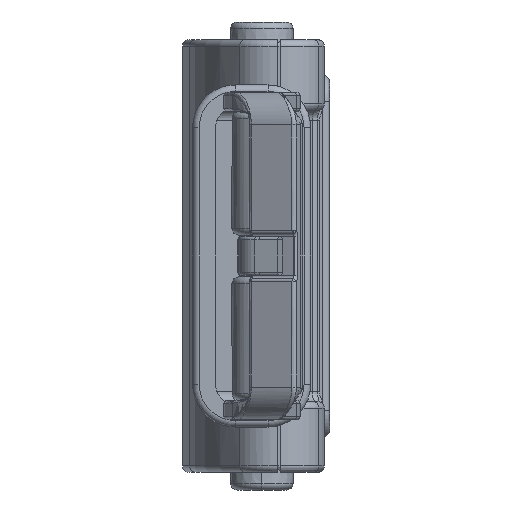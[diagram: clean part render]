
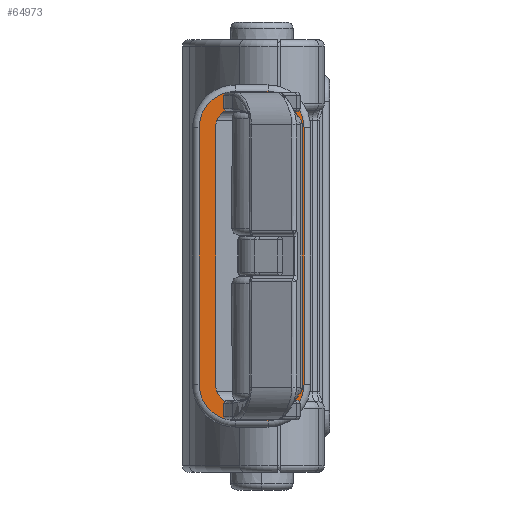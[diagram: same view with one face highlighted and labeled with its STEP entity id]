
A CAD part, left-side view. The second image highlights one B-rep face of the part: STEP entity #64973.
In plain terms, the highlighted planar face has unit normal (-1, 0, 0).
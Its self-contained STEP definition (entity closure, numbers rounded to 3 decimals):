
#1444 = EDGE_CURVE ( 'NONE', #13468, #13514, #25420, .T. ) ;
#1468 = EDGE_CURVE ( 'NONE', #13603, #13602, #2277, .T. ) ;
#1470 = EDGE_CURVE ( 'NONE', #13602, #13547, #27725, .T. ) ;
#1514 = EDGE_CURVE ( 'NONE', #13535, #13577, #1991, .T. ) ;
#1895 = AXIS2_PLACEMENT_3D ( 'NONE', #28043, #28045, #28046 ) ;
#1946 = VECTOR ( 'NONE', #47057, 1000. ) ;
#1991 = CIRCLE ( 'NONE', #1895, 2.75 ) ;
#2180 = AXIS2_PLACEMENT_3D ( 'NONE', #31472, #31474, #31476 ) ;
#2191 = CIRCLE ( 'NONE', #2180, 1.5 ) ;
#2209 = CIRCLE ( 'NONE', #2211, 2.75 ) ;
#2211 = AXIS2_PLACEMENT_3D ( 'NONE', #31658, #31660, #31662 ) ;
#2277 = CIRCLE ( 'NONE', #2445, 1.5 ) ;
#2420 = VECTOR ( 'NONE', #27734, 1000. ) ;
#2434 = VECTOR ( 'NONE', #25444, 1000. ) ;
#2445 = AXIS2_PLACEMENT_3D ( 'NONE', #27727, #27728, #27729 ) ;
#3422 = EDGE_LOOP ( 'NONE', ( #4661, #33861, #6181, #5711, #33778, #64309, #4539, #6162 ) ) ;
#3436 = EDGE_LOOP ( 'NONE', ( #64343, #4625, #5873, #64299, #12156, #5973, #6000, #6179 ) ) ;
#3634 = CIRCLE ( 'NONE', #4003, 2.75 ) ;
#4003 = AXIS2_PLACEMENT_3D ( 'NONE', #46411, #46412, #46413 ) ;
#4539 = ORIENTED_EDGE ( 'NONE', *, *, #9495, .T. ) ;
#4625 = ORIENTED_EDGE ( 'NONE', *, *, #64669, .T. ) ;
#4661 = ORIENTED_EDGE ( 'NONE', *, *, #64544, .T. ) ;
#5360 = VECTOR ( 'NONE', #47555, 1000. ) ;
#5711 = ORIENTED_EDGE ( 'NONE', *, *, #65195, .T. ) ;
#5873 = ORIENTED_EDGE ( 'NONE', *, *, #9376, .T. ) ;
#5973 = ORIENTED_EDGE ( 'NONE', *, *, #7124, .T. ) ;
#6000 = ORIENTED_EDGE ( 'NONE', *, *, #65852, .T. ) ;
#6162 = ORIENTED_EDGE ( 'NONE', *, *, #7100, .T. ) ;
#6179 = ORIENTED_EDGE ( 'NONE', *, *, #9247, .T. ) ;
#6181 = ORIENTED_EDGE ( 'NONE', *, *, #1470, .T. ) ;
#7100 = EDGE_CURVE ( 'NONE', #13499, #13507, #2191, .T. ) ;
#7124 = EDGE_CURVE ( 'NONE', #13556, #13557, #2209, .T. ) ;
#9247 = EDGE_CURVE ( 'NONE', #13471, #13537, #3634, .T. ) ;
#9376 = EDGE_CURVE ( 'NONE', #13541, #13535, #47055, .T. ) ;
#9495 = EDGE_CURVE ( 'NONE', #13566, #13499, #47552, .T. ) ;
#11298 = CARTESIAN_POINT ( 'NONE',  ( -65.163, -2.159, 9.8 ) ) ;
#11299 = DIRECTION ( 'NONE',  ( 1., 0., 0. ) ) ;
#11300 = DIRECTION ( 'NONE',  ( 0., 0., -1. ) ) ;
#12156 = ORIENTED_EDGE ( 'NONE', *, *, #65048, .T. ) ;
#13468 = VERTEX_POINT ( 'NONE', #49189 ) ;
#13471 = VERTEX_POINT ( 'NONE', #49192 ) ;
#13499 = VERTEX_POINT ( 'NONE', #49226 ) ;
#13507 = VERTEX_POINT ( 'NONE', #49234 ) ;
#13514 = VERTEX_POINT ( 'NONE', #49242 ) ;
#13535 = VERTEX_POINT ( 'NONE', #49267 ) ;
#13537 = VERTEX_POINT ( 'NONE', #49269 ) ;
#13541 = VERTEX_POINT ( 'NONE', #49274 ) ;
#13547 = VERTEX_POINT ( 'NONE', #49281 ) ;
#13556 = VERTEX_POINT ( 'NONE', #49292 ) ;
#13557 = VERTEX_POINT ( 'NONE', #49293 ) ;
#13566 = VERTEX_POINT ( 'NONE', #49303 ) ;
#13577 = VERTEX_POINT ( 'NONE', #49314 ) ;
#13582 = VERTEX_POINT ( 'NONE', #49321 ) ;
#13602 = VERTEX_POINT ( 'NONE', #49345 ) ;
#13603 = VERTEX_POINT ( 'NONE', #49346 ) ;
#19455 = AXIS2_PLACEMENT_3D ( 'NONE', #20953, #20955, #20957 ) ;
#19629 = VECTOR ( 'NONE', #21800, 1000. ) ;
#19970 = CIRCLE ( 'NONE', #19973, 1.5 ) ;
#19973 = AXIS2_PLACEMENT_3D ( 'NONE', #22743, #22744, #22745 ) ;
#19993 = VECTOR ( 'NONE', #22860, 1000. ) ;
#20922 = FACE_OUTER_BOUND ( 'NONE', #3436, .T. ) ;
#20926 = FACE_BOUND ( 'NONE', #3422, .T. ) ;
#20929 = PLANE ( 'NONE',  #19455 ) ;
#20953 = CARTESIAN_POINT ( 'NONE',  ( -65.163, 0.341, -9.8 ) ) ;
#20955 = DIRECTION ( 'NONE',  ( -1., 0., 0. ) ) ;
#20957 = DIRECTION ( 'NONE',  ( 0., 0., 1. ) ) ;
#21798 = LINE ( 'NONE', #21799, #19629 ) ;
#21799 = CARTESIAN_POINT ( 'NONE',  ( -65.163, -4.909, 9.8 ) ) ;
#21800 = DIRECTION ( 'NONE',  ( 0., 0., 1. ) ) ;
#22743 = CARTESIAN_POINT ( 'NONE',  ( -65.163, 0.341, 9.8 ) ) ;
#22744 = DIRECTION ( 'NONE',  ( 1., 0., 0. ) ) ;
#22745 = DIRECTION ( 'NONE',  ( 0., 0., -1. ) ) ;
#22858 = LINE ( 'NONE', #22859, #19993 ) ;
#22859 = CARTESIAN_POINT ( 'NONE',  ( -65.163, 3.091, -9.8 ) ) ;
#22860 = DIRECTION ( 'NONE',  ( 0., 0., -1. ) ) ;
#25420 = LINE ( 'NONE', #25436, #2434 ) ;
#25436 = CARTESIAN_POINT ( 'NONE',  ( -65.163, 0.341, 11.3 ) ) ;
#25444 = DIRECTION ( 'NONE',  ( 0., -1., 0. ) ) ;
#27725 = LINE ( 'NONE', #27732, #2420 ) ;
#27727 = CARTESIAN_POINT ( 'NONE',  ( -65.163, 0.341, -9.8 ) ) ;
#27728 = DIRECTION ( 'NONE',  ( 1., 0., 0. ) ) ;
#27729 = DIRECTION ( 'NONE',  ( 0., 0., 1. ) ) ;
#27732 = CARTESIAN_POINT ( 'NONE',  ( -65.163, 1.841, 9.8 ) ) ;
#27734 = DIRECTION ( 'NONE',  ( 0., 0., 1. ) ) ;
#28043 = CARTESIAN_POINT ( 'NONE',  ( -65.163, -2.159, -9.8 ) ) ;
#28045 = DIRECTION ( 'NONE',  ( -1., 0., 0. ) ) ;
#28046 = DIRECTION ( 'NONE',  ( 0., 0., 1. ) ) ;
#31472 = CARTESIAN_POINT ( 'NONE',  ( -65.163, -2.159, -9.8 ) ) ;
#31474 = DIRECTION ( 'NONE',  ( 1., 0., 0. ) ) ;
#31476 = DIRECTION ( 'NONE',  ( 0., 0., -1. ) ) ;
#31658 = CARTESIAN_POINT ( 'NONE',  ( -65.163, -2.159, 9.8 ) ) ;
#31660 = DIRECTION ( 'NONE',  ( -1., 0., 0. ) ) ;
#31662 = DIRECTION ( 'NONE',  ( 0., 0., 1. ) ) ;
#33082 = VECTOR ( 'NONE', #35094, 1000. ) ;
#33778 = ORIENTED_EDGE ( 'NONE', *, *, #1444, .T. ) ;
#33861 = ORIENTED_EDGE ( 'NONE', *, *, #1468, .T. ) ;
#35092 = LINE ( 'NONE', #35093, #33082 ) ;
#35093 = CARTESIAN_POINT ( 'NONE',  ( -65.163, 0.341, 12.55 ) ) ;
#35094 = DIRECTION ( 'NONE',  ( 0., 1., 0. ) ) ;
#41385 = VECTOR ( 'NONE', #59135, 1000. ) ;
#46411 = CARTESIAN_POINT ( 'NONE',  ( -65.163, 0.341, 9.8 ) ) ;
#46412 = DIRECTION ( 'NONE',  ( -1., 0., 0. ) ) ;
#46413 = DIRECTION ( 'NONE',  ( 0., 0., 1. ) ) ;
#47055 = LINE ( 'NONE', #47056, #1946 ) ;
#47056 = CARTESIAN_POINT ( 'NONE',  ( -65.163, -2.159, -12.55 ) ) ;
#47057 = DIRECTION ( 'NONE',  ( 0., -1., 0. ) ) ;
#47552 = LINE ( 'NONE', #47554, #5360 ) ;
#47554 = CARTESIAN_POINT ( 'NONE',  ( -65.163, -3.659, 9.8 ) ) ;
#47555 = DIRECTION ( 'NONE',  ( 0., 0., -1. ) ) ;
#49189 = CARTESIAN_POINT ( 'NONE',  ( -65.163, 0.341, 11.3 ) ) ;
#49192 = CARTESIAN_POINT ( 'NONE',  ( -65.163, 0.341, 12.55 ) ) ;
#49226 = CARTESIAN_POINT ( 'NONE',  ( -65.163, -3.659, -9.8 ) ) ;
#49234 = CARTESIAN_POINT ( 'NONE',  ( -65.163, -2.159, -11.3 ) ) ;
#49242 = CARTESIAN_POINT ( 'NONE',  ( -65.163, -2.159, 11.3 ) ) ;
#49267 = CARTESIAN_POINT ( 'NONE',  ( -65.163, -2.159, -12.55 ) ) ;
#49269 = CARTESIAN_POINT ( 'NONE',  ( -65.163, 3.091, 9.8 ) ) ;
#49274 = CARTESIAN_POINT ( 'NONE',  ( -65.163, 0.341, -12.55 ) ) ;
#49281 = CARTESIAN_POINT ( 'NONE',  ( -65.163, 1.841, 9.8 ) ) ;
#49292 = CARTESIAN_POINT ( 'NONE',  ( -65.163, -4.909, 9.8 ) ) ;
#49293 = CARTESIAN_POINT ( 'NONE',  ( -65.163, -2.159, 12.55 ) ) ;
#49303 = CARTESIAN_POINT ( 'NONE',  ( -65.163, -3.659, 9.8 ) ) ;
#49314 = CARTESIAN_POINT ( 'NONE',  ( -65.163, -4.909, -9.8 ) ) ;
#49321 = CARTESIAN_POINT ( 'NONE',  ( -65.163, 3.091, -9.8 ) ) ;
#49345 = CARTESIAN_POINT ( 'NONE',  ( -65.163, 1.841, -9.8 ) ) ;
#49346 = CARTESIAN_POINT ( 'NONE',  ( -65.163, 0.341, -11.3 ) ) ;
#59125 = LINE ( 'NONE', #59126, #41385 ) ;
#59126 = CARTESIAN_POINT ( 'NONE',  ( -65.163, 0.341, -11.3 ) ) ;
#59135 = DIRECTION ( 'NONE',  ( 0., 1., 0. ) ) ;
#60406 = CIRCLE ( 'NONE', #60407, 2.75 ) ;
#60407 = AXIS2_PLACEMENT_3D ( 'NONE', #61309, #61310, #61311 ) ;
#60943 = CIRCLE ( 'NONE', #60959, 1.5 ) ;
#60959 = AXIS2_PLACEMENT_3D ( 'NONE', #11298, #11299, #11300 ) ;
#61309 = CARTESIAN_POINT ( 'NONE',  ( -65.163, 0.341, -9.8 ) ) ;
#61310 = DIRECTION ( 'NONE',  ( -1., 0., 0. ) ) ;
#61311 = DIRECTION ( 'NONE',  ( 0., 0., 1. ) ) ;
#64299 = ORIENTED_EDGE ( 'NONE', *, *, #1514, .T. ) ;
#64309 = ORIENTED_EDGE ( 'NONE', *, *, #64882, .T. ) ;
#64343 = ORIENTED_EDGE ( 'NONE', *, *, #65212, .T. ) ;
#64544 = EDGE_CURVE ( 'NONE', #13507, #13603, #59125, .T. ) ;
#64669 = EDGE_CURVE ( 'NONE', #13582, #13541, #60406, .T. ) ;
#64882 = EDGE_CURVE ( 'NONE', #13514, #13566, #60943, .T. ) ;
#64973 = ADVANCED_FACE ( 'NONE', ( #20922, #20926 ), #20929, .T. ) ;
#65048 = EDGE_CURVE ( 'NONE', #13577, #13556, #21798, .T. ) ;
#65195 = EDGE_CURVE ( 'NONE', #13547, #13468, #19970, .T. ) ;
#65212 = EDGE_CURVE ( 'NONE', #13537, #13582, #22858, .T. ) ;
#65852 = EDGE_CURVE ( 'NONE', #13557, #13471, #35092, .T. ) ;
